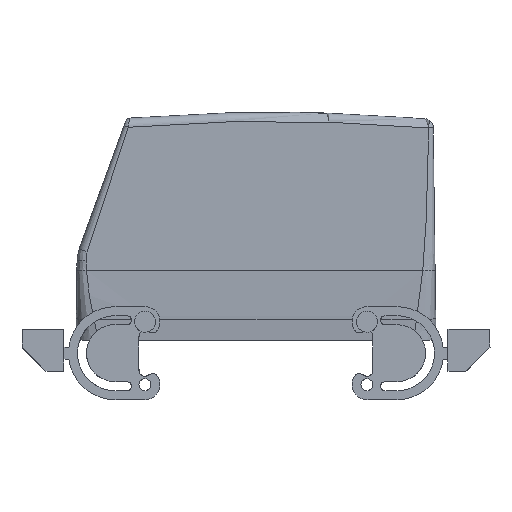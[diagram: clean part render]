
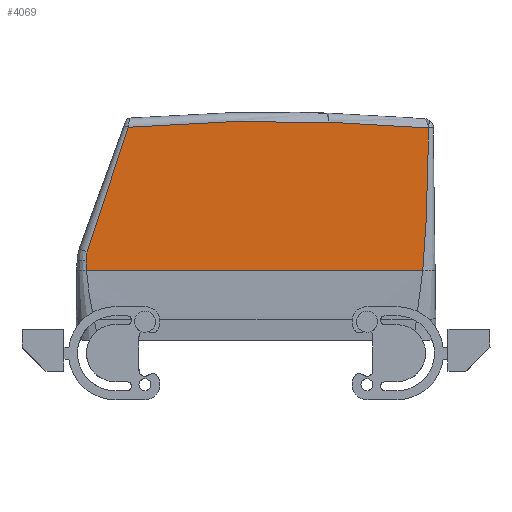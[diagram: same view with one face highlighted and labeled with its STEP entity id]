
A CAD part, left-side view. The second image highlights one B-rep face of the part: STEP entity #4069.
In plain terms, the highlighted planar face has unit normal (-1, 0, 0).
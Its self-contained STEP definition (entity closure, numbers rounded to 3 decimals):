
#4019=AXIS2_PLACEMENT_3D('Plane Axis2P3D',#4016,#4017,#4018) ;
#4023=AXIS2_PLACEMENT_3D('Circle Axis2P3D',#4021,#4022,$) ;
#2260=CARTESIAN_POINT('Vertex',(5.75,22.416,43.138)) ;
#2299=CARTESIAN_POINT('Line Origine',(5.75,77.368,43.138)) ;
#2303=CARTESIAN_POINT('Vertex',(5.75,134.502,43.138)) ;
#2803=CARTESIAN_POINT('Control Point',(5.75,134.653,46.261)) ;
#2804=CARTESIAN_POINT('Control Point',(5.75,134.628,45.637)) ;
#2805=CARTESIAN_POINT('Control Point',(5.75,134.602,45.012)) ;
#2806=CARTESIAN_POINT('Control Point',(5.75,134.573,44.388)) ;
#2807=CARTESIAN_POINT('Control Point',(5.75,134.54,43.764)) ;
#2808=CARTESIAN_POINT('Control Point',(5.75,134.502,43.138)) ;
#2809=CARTESIAN_POINT('Vertex',(5.75,134.653,46.261)) ;
#3623=CARTESIAN_POINT('Vertex',(5.75,20.422,90.568)) ;
#3913=CARTESIAN_POINT('Control Point',(5.75,20.422,90.568)) ;
#3914=CARTESIAN_POINT('Control Point',(5.75,20.424,90.45)) ;
#3915=CARTESIAN_POINT('Control Point',(5.75,20.426,90.325)) ;
#3916=CARTESIAN_POINT('Control Point',(5.75,20.43,90.067)) ;
#3917=CARTESIAN_POINT('Control Point',(5.75,20.435,89.8)) ;
#3918=CARTESIAN_POINT('Control Point',(5.75,20.439,89.532)) ;
#3919=CARTESIAN_POINT('Control Point',(5.75,20.442,89.383)) ;
#3920=CARTESIAN_POINT('Control Point',(5.75,20.449,88.935)) ;
#3921=CARTESIAN_POINT('Control Point',(5.75,20.457,88.488)) ;
#3922=CARTESIAN_POINT('Control Point',(5.75,20.462,88.189)) ;
#3923=CARTESIAN_POINT('Control Point',(5.75,20.477,87.294)) ;
#3924=CARTESIAN_POINT('Control Point',(5.75,20.494,86.399)) ;
#3925=CARTESIAN_POINT('Control Point',(5.75,20.505,85.802)) ;
#3926=CARTESIAN_POINT('Control Point',(5.75,20.539,84.012)) ;
#3927=CARTESIAN_POINT('Control Point',(5.75,20.577,82.223)) ;
#3928=CARTESIAN_POINT('Control Point',(5.75,20.603,81.03)) ;
#3929=CARTESIAN_POINT('Control Point',(5.75,20.683,77.653)) ;
#3930=CARTESIAN_POINT('Control Point',(5.75,20.774,74.277)) ;
#3931=CARTESIAN_POINT('Control Point',(5.75,20.838,72.094)) ;
#3932=CARTESIAN_POINT('Control Point',(5.75,20.974,67.729)) ;
#3933=CARTESIAN_POINT('Control Point',(5.75,21.131,63.365)) ;
#3934=CARTESIAN_POINT('Control Point',(5.75,21.215,61.183)) ;
#3935=CARTESIAN_POINT('Control Point',(5.75,21.35,58.004)) ;
#3936=CARTESIAN_POINT('Control Point',(5.75,21.512,54.825)) ;
#3937=CARTESIAN_POINT('Control Point',(5.75,21.566,53.846)) ;
#3938=CARTESIAN_POINT('Control Point',(5.75,21.727,51.105)) ;
#3939=CARTESIAN_POINT('Control Point',(5.75,21.927,48.364)) ;
#3940=CARTESIAN_POINT('Control Point',(5.75,22.072,46.622)) ;
#3941=CARTESIAN_POINT('Control Point',(5.75,22.236,44.88)) ;
#3942=CARTESIAN_POINT('Control Point',(5.75,22.416,43.138)) ;
#4016=CARTESIAN_POINT('Axis2P3D Location',(5.75,-83.926,-33.63)) ;
#4021=CARTESIAN_POINT('Axis2P3D Location',(5.75,72.,-504.2)) ;
#4025=CARTESIAN_POINT('Vertex',(5.75,120.578,90.82)) ;
#4029=CARTESIAN_POINT('Control Point',(5.75,120.578,90.82)) ;
#4030=CARTESIAN_POINT('Control Point',(5.75,120.614,90.717)) ;
#4031=CARTESIAN_POINT('Control Point',(5.75,120.65,90.614)) ;
#4032=CARTESIAN_POINT('Control Point',(5.75,120.685,90.511)) ;
#4033=CARTESIAN_POINT('Control Point',(5.75,120.757,90.304)) ;
#4034=CARTESIAN_POINT('Control Point',(5.75,120.829,90.097)) ;
#4035=CARTESIAN_POINT('Control Point',(5.75,120.865,89.993)) ;
#4036=CARTESIAN_POINT('Control Point',(5.75,121.402,88.442)) ;
#4037=CARTESIAN_POINT('Control Point',(5.75,121.938,86.889)) ;
#4038=CARTESIAN_POINT('Control Point',(5.75,122.436,85.439)) ;
#4039=CARTESIAN_POINT('Control Point',(5.75,123.501,82.326)) ;
#4040=CARTESIAN_POINT('Control Point',(5.75,124.557,79.207)) ;
#4041=CARTESIAN_POINT('Control Point',(5.75,125.11,77.564)) ;
#4042=CARTESIAN_POINT('Control Point',(5.75,127.179,71.382)) ;
#4043=CARTESIAN_POINT('Control Point',(5.75,129.207,65.203)) ;
#4044=CARTESIAN_POINT('Control Point',(5.75,130.671,60.694)) ;
#4045=CARTESIAN_POINT('Control Point',(5.75,132.285,55.696)) ;
#4046=CARTESIAN_POINT('Control Point',(5.75,133.861,50.691)) ;
#4047=CARTESIAN_POINT('Control Point',(5.75,134.007,50.224)) ;
#4048=CARTESIAN_POINT('Control Point',(5.75,134.153,49.757)) ;
#4049=CARTESIAN_POINT('Control Point',(5.75,134.299,49.289)) ;
#4050=CARTESIAN_POINT('Vertex',(5.75,134.299,49.289)) ;
#4054=CARTESIAN_POINT('Control Point',(5.75,134.299,49.289)) ;
#4055=CARTESIAN_POINT('Control Point',(5.75,134.474,48.7)) ;
#4056=CARTESIAN_POINT('Control Point',(5.75,134.599,48.095)) ;
#4057=CARTESIAN_POINT('Control Point',(5.75,134.671,47.483)) ;
#4058=CARTESIAN_POINT('Control Point',(5.75,134.689,46.869)) ;
#4059=CARTESIAN_POINT('Control Point',(5.75,134.653,46.261)) ;
#2300=DIRECTION('Vector Direction',(0.,-1.,0.)) ;
#4017=DIRECTION('Axis2P3D Direction',(-1.,0.,0.)) ;
#4018=DIRECTION('Axis2P3D XDirection',(0.,-0.317,0.949)) ;
#4022=DIRECTION('Axis2P3D Direction',(-1.,0.,0.)) ;
#2301=VECTOR('Line Direction',#2300,1.) ;
#4062=ORIENTED_EDGE('',*,*,#4027,.T.) ;
#4063=ORIENTED_EDGE('',*,*,#4052,.F.) ;
#4064=ORIENTED_EDGE('',*,*,#4060,.F.) ;
#4065=ORIENTED_EDGE('',*,*,#2811,.F.) ;
#4066=ORIENTED_EDGE('',*,*,#2305,.T.) ;
#4067=ORIENTED_EDGE('',*,*,#3943,.T.) ;
#4069=ADVANCED_FACE('Hood',(#4068),#4020,.T.) ;
#2802=B_SPLINE_CURVE_WITH_KNOTS('',5,(#2803,#2804,#2805,#2806,#2807,#2808),.UNSPECIFIED.,.F.,.U.,(6,6),(86.846,89.97),.UNSPECIFIED.) ;
#3912=B_SPLINE_CURVE_WITH_KNOTS('',5,(#3913,#3914,#3915,#3916,#3917,#3918,#3919,#3920,#3921,#3922,#3923,#3924,#3925,#3926,#3927,#3928,#3929,#3930,#3931,#3932,#3933,#3934,#3935,#3936,#3937,#3938,#3939,#3940,#3941,#3942),.UNSPECIFIED.,.F.,.U.,(6,3,3,3,3,3,3,3,3,6),(7.76,8.352,9.098,10.592,13.579,19.553,30.498,41.443,46.451,55.207),.UNSPECIFIED.) ;
#4028=B_SPLINE_CURVE_WITH_KNOTS('',5,(#4029,#4030,#4031,#4032,#4033,#4034,#4035,#4036,#4037,#4038,#4039,#4040,#4041,#4042,#4043,#4044,#4045,#4046,#4047,#4048,#4049),.UNSPECIFIED.,.F.,.U.,(6,3,3,3,3,3,6),(0.,0.774,1.548,12.38,24.795,58.432,61.892),.UNSPECIFIED.) ;
#4053=B_SPLINE_CURVE_WITH_KNOTS('',5,(#4054,#4055,#4056,#4057,#4058,#4059),.UNSPECIFIED.,.F.,.U.,(6,6),(0.,4.339),.UNSPECIFIED.) ;
#4024=CIRCLE('generated circle',#4023,597.) ;
#2305=EDGE_CURVE('',#2304,#2261,#2302,.T.) ;
#2811=EDGE_CURVE('',#2304,#2810,#2802,.F.) ;
#3943=EDGE_CURVE('',#2261,#3624,#3912,.F.) ;
#4027=EDGE_CURVE('',#3624,#4026,#4024,.T.) ;
#4052=EDGE_CURVE('',#4051,#4026,#4028,.F.) ;
#4060=EDGE_CURVE('',#2810,#4051,#4053,.F.) ;
#4061=EDGE_LOOP('',(#4062,#4063,#4064,#4065,#4066,#4067)) ;
#4068=FACE_OUTER_BOUND('',#4061,.T.) ;
#2302=LINE('Line',#2299,#2301) ;
#4020=PLANE('',#4019) ;
#2261=VERTEX_POINT('',#2260) ;
#2304=VERTEX_POINT('',#2303) ;
#2810=VERTEX_POINT('',#2809) ;
#3624=VERTEX_POINT('',#3623) ;
#4026=VERTEX_POINT('',#4025) ;
#4051=VERTEX_POINT('',#4050) ;
